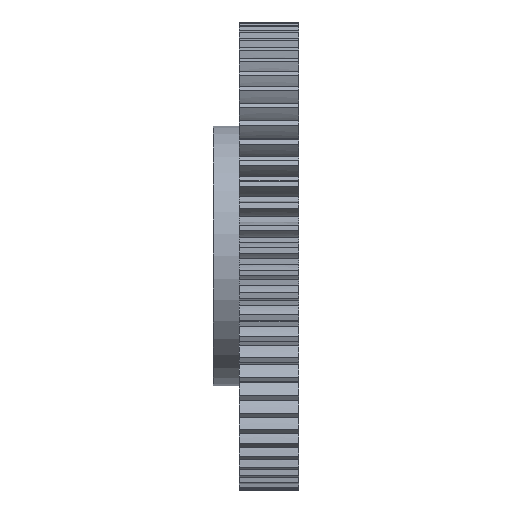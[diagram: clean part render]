
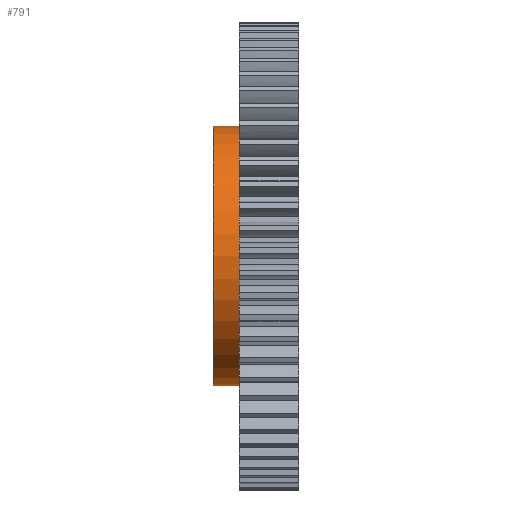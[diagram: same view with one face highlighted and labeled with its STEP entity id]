
A CAD part, left-side view. The second image highlights one B-rep face of the part: STEP entity #791.
In plain terms, the highlighted cylindrical face has radius 13 mm (diameter 26 mm), a partial arc.
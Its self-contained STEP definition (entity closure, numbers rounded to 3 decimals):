
#791=ADVANCED_FACE('',(#1697),#1698,.T.);
#1697=FACE_OUTER_BOUND('',#2787,.T.);
#1698=CYLINDRICAL_SURFACE('',#2788,13.0);
#2787=EDGE_LOOP('',(#5606,#5607,#5608,#5609,#5610));
#2788=AXIS2_PLACEMENT_3D('',#5611,#5612,#5613);
#5606=ORIENTED_EDGE('',*,*,#7638,.F.);
#5607=ORIENTED_EDGE('',*,*,#7589,.T.);
#5608=ORIENTED_EDGE('',*,*,#7641,.F.);
#5609=ORIENTED_EDGE('',*,*,#7822,.T.);
#5610=ORIENTED_EDGE('',*,*,#7733,.T.);
#5611=CARTESIAN_POINT('',(0.0,-10.2,0.0));
#5612=DIRECTION('',(0.0,-1.0,0.0));
#5613=DIRECTION('',(0.0,0.0,1.0));
#7589=EDGE_CURVE('',#9496,#9495,#9498,.T.);
#7638=EDGE_CURVE('',#9496,#9552,#9553,.T.);
#7641=EDGE_CURVE('',#9556,#9495,#9558,.T.);
#7733=EDGE_CURVE('',#9655,#9552,#9660,.T.);
#7822=EDGE_CURVE('',#9556,#9655,#9756,.T.);
#9495=VERTEX_POINT('',#12551);
#9496=VERTEX_POINT('',#12552);
#9498=CIRCLE('',#12554,13.0);
#9552=VERTEX_POINT('',#12631);
#9553=LINE('',#12632,#12633);
#9556=VERTEX_POINT('',#12636);
#9558=LINE('',#12638,#12639);
#9655=VERTEX_POINT('',#12784);
#9660=CIRCLE('',#12789,13.0);
#9756=CIRCLE('',#12928,13.0);
#12551=CARTESIAN_POINT('',(0.0,-1.6,-13.0));
#12552=CARTESIAN_POINT('',(0.,-1.6,13.0));
#12554=AXIS2_PLACEMENT_3D('',#14031,#14032,#14033);
#12631=CARTESIAN_POINT('',(0.,-7.7,13.0));
#12632=CARTESIAN_POINT('',(0.,-4.65,13.0));
#12633=VECTOR('',#14069,1.0);
#12636=CARTESIAN_POINT('',(0.,-7.7,-13.0));
#12638=CARTESIAN_POINT('',(0.,-4.65,-13.0));
#12639=VECTOR('',#14076,1.0);
#12784=CARTESIAN_POINT('',(-13.0,-7.7,0.0));
#12789=AXIS2_PLACEMENT_3D('',#14149,#14150,#14151);
#12928=AXIS2_PLACEMENT_3D('',#14204,#14205,#14206);
#14031=CARTESIAN_POINT('',(0.0,-1.6,0.0));
#14032=DIRECTION('',(0.0,-1.0,0.0));
#14033=DIRECTION('',(0.0,0.0,-1.0));
#14069=DIRECTION('',(-0.0,-1.0,-0.0));
#14076=DIRECTION('',(-0.0,1.0,-0.0));
#14149=CARTESIAN_POINT('',(0.0,-7.7,0.0));
#14150=DIRECTION('',(0.,1.0,0.0));
#14151=DIRECTION('',(-1.0,0.,0.0));
#14204=CARTESIAN_POINT('',(0.0,-7.7,0.0));
#14205=DIRECTION('',(0.,1.0,0.0));
#14206=DIRECTION('',(-1.0,0.,0.0));
